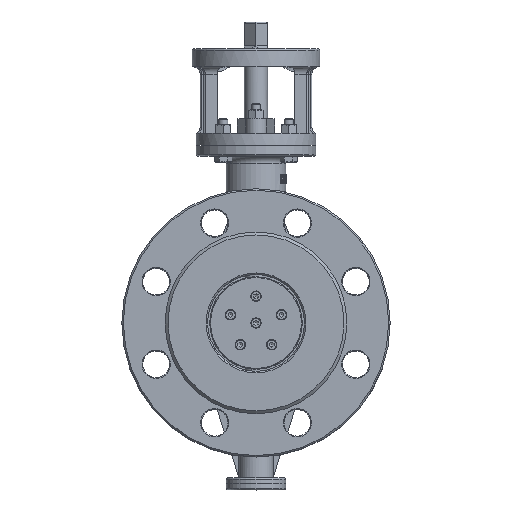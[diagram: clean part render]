
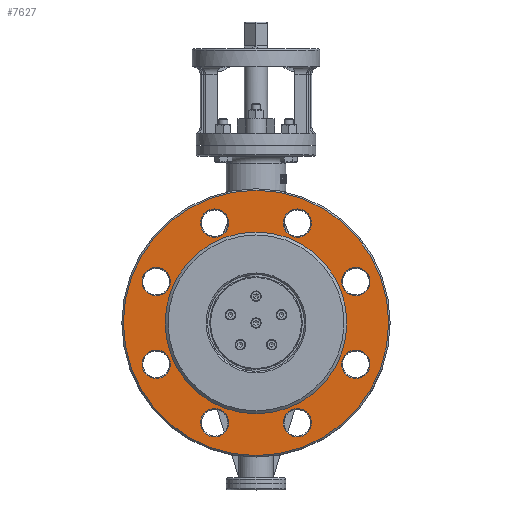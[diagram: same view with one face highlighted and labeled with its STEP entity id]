
A CAD part, top view. The second image highlights one B-rep face of the part: STEP entity #7627.
In plain terms, the highlighted planar face has unit normal (0, 0, 1).
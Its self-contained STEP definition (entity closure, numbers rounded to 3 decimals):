
#274=FACE_BOUND('',#1275,.T.);
#275=FACE_BOUND('',#1276,.T.);
#276=FACE_BOUND('',#1277,.T.);
#277=FACE_BOUND('',#1278,.T.);
#278=FACE_BOUND('',#1279,.T.);
#279=FACE_BOUND('',#1280,.T.);
#280=FACE_BOUND('',#1281,.T.);
#281=FACE_BOUND('',#1282,.T.);
#282=FACE_BOUND('',#1283,.T.);
#437=PLANE('',#8353);
#793=FACE_OUTER_BOUND('',#1274,.T.);
#1274=EDGE_LOOP('',(#5996));
#1275=EDGE_LOOP('',(#5997));
#1276=EDGE_LOOP('',(#5998));
#1277=EDGE_LOOP('',(#5999));
#1278=EDGE_LOOP('',(#6000));
#1279=EDGE_LOOP('',(#6001));
#1280=EDGE_LOOP('',(#6002));
#1281=EDGE_LOOP('',(#6003));
#1282=EDGE_LOOP('',(#6004));
#1283=EDGE_LOOP('',(#6005));
#1731=CIRCLE('',#8351,61.);
#1733=CIRCLE('',#8354,89.);
#1734=CIRCLE('',#8355,9.5);
#1735=CIRCLE('',#8356,9.5);
#1736=CIRCLE('',#8357,9.5);
#1737=CIRCLE('',#8358,9.5);
#1738=CIRCLE('',#8359,9.5);
#1739=CIRCLE('',#8360,9.5);
#1740=CIRCLE('',#8361,9.5);
#1741=CIRCLE('',#8362,9.5);
#3461=VERTEX_POINT('',#14444);
#3463=VERTEX_POINT('',#14450);
#3464=VERTEX_POINT('',#14452);
#3465=VERTEX_POINT('',#14454);
#3466=VERTEX_POINT('',#14456);
#3467=VERTEX_POINT('',#14458);
#3468=VERTEX_POINT('',#14460);
#3469=VERTEX_POINT('',#14462);
#3470=VERTEX_POINT('',#14464);
#3471=VERTEX_POINT('',#14466);
#4359=EDGE_CURVE('',#3461,#3461,#1731,.T.);
#4362=EDGE_CURVE('',#3463,#3463,#1733,.T.);
#4363=EDGE_CURVE('',#3464,#3464,#1734,.T.);
#4364=EDGE_CURVE('',#3465,#3465,#1735,.T.);
#4365=EDGE_CURVE('',#3466,#3466,#1736,.T.);
#4366=EDGE_CURVE('',#3467,#3467,#1737,.T.);
#4367=EDGE_CURVE('',#3468,#3468,#1738,.T.);
#4368=EDGE_CURVE('',#3469,#3469,#1739,.T.);
#4369=EDGE_CURVE('',#3470,#3470,#1740,.T.);
#4370=EDGE_CURVE('',#3471,#3471,#1741,.T.);
#5996=ORIENTED_EDGE('',*,*,#4362,.F.);
#5997=ORIENTED_EDGE('',*,*,#4363,.F.);
#5998=ORIENTED_EDGE('',*,*,#4364,.F.);
#5999=ORIENTED_EDGE('',*,*,#4365,.F.);
#6000=ORIENTED_EDGE('',*,*,#4366,.F.);
#6001=ORIENTED_EDGE('',*,*,#4367,.F.);
#6002=ORIENTED_EDGE('',*,*,#4368,.F.);
#6003=ORIENTED_EDGE('',*,*,#4369,.F.);
#6004=ORIENTED_EDGE('',*,*,#4370,.F.);
#6005=ORIENTED_EDGE('',*,*,#4359,.F.);
#7627=ADVANCED_FACE('',(#793,#274,#275,#276,#277,#278,#279,#280,#281,#282),
#437,.T.);
#8351=AXIS2_PLACEMENT_3D('',#14445,#9882,#9883);
#8353=AXIS2_PLACEMENT_3D('',#14449,#9887,#9888);
#8354=AXIS2_PLACEMENT_3D('',#14451,#9889,#9890);
#8355=AXIS2_PLACEMENT_3D('',#14453,#9891,#9892);
#8356=AXIS2_PLACEMENT_3D('',#14455,#9893,#9894);
#8357=AXIS2_PLACEMENT_3D('',#14457,#9895,#9896);
#8358=AXIS2_PLACEMENT_3D('',#14459,#9897,#9898);
#8359=AXIS2_PLACEMENT_3D('',#14461,#9899,#9900);
#8360=AXIS2_PLACEMENT_3D('',#14463,#9901,#9902);
#8361=AXIS2_PLACEMENT_3D('',#14465,#9903,#9904);
#8362=AXIS2_PLACEMENT_3D('',#14467,#9905,#9906);
#9882=DIRECTION('center_axis',(0.,0.,1.));
#9883=DIRECTION('ref_axis',(-1.,0.,0.));
#9887=DIRECTION('center_axis',(0.,0.,1.));
#9888=DIRECTION('ref_axis',(1.,0.,0.));
#9889=DIRECTION('center_axis',(0.,0.,-1.));
#9890=DIRECTION('ref_axis',(-1.,0.,0.));
#9891=DIRECTION('center_axis',(0.,0.,1.));
#9892=DIRECTION('ref_axis',(-1.,0.,0.));
#9893=DIRECTION('center_axis',(0.,0.,1.));
#9894=DIRECTION('ref_axis',(-1.,0.,0.));
#9895=DIRECTION('center_axis',(0.,0.,1.));
#9896=DIRECTION('ref_axis',(-1.,0.,0.));
#9897=DIRECTION('center_axis',(0.,0.,1.));
#9898=DIRECTION('ref_axis',(-1.,0.,0.));
#9899=DIRECTION('center_axis',(0.,0.,1.));
#9900=DIRECTION('ref_axis',(-1.,0.,0.));
#9901=DIRECTION('center_axis',(0.,0.,1.));
#9902=DIRECTION('ref_axis',(-1.,0.,0.));
#9903=DIRECTION('center_axis',(0.,0.,1.));
#9904=DIRECTION('ref_axis',(-1.,0.,0.));
#9905=DIRECTION('center_axis',(0.,0.,1.));
#9906=DIRECTION('ref_axis',(-1.,0.,0.));
#14444=CARTESIAN_POINT('',(61.,0.,10.));
#14445=CARTESIAN_POINT('Origin',(0.,0.,10.));
#14449=CARTESIAN_POINT('Origin',(0.,0.,10.));
#14450=CARTESIAN_POINT('',(89.,0.,10.));
#14451=CARTESIAN_POINT('Origin',(0.,0.,10.));
#14452=CARTESIAN_POINT('',(-18.245,-66.981,10.));
#14453=CARTESIAN_POINT('Origin',(-27.745,-66.981,10.));
#14454=CARTESIAN_POINT('',(76.481,-27.745,10.));
#14455=CARTESIAN_POINT('Origin',(66.981,-27.745,10.));
#14456=CARTESIAN_POINT('',(-18.245,66.981,10.));
#14457=CARTESIAN_POINT('Origin',(-27.745,66.981,10.));
#14458=CARTESIAN_POINT('',(76.481,27.745,10.));
#14459=CARTESIAN_POINT('Origin',(66.981,27.745,10.));
#14460=CARTESIAN_POINT('',(37.245,66.981,10.));
#14461=CARTESIAN_POINT('Origin',(27.745,66.981,10.));
#14462=CARTESIAN_POINT('',(-57.481,27.745,10.));
#14463=CARTESIAN_POINT('Origin',(-66.981,27.745,10.));
#14464=CARTESIAN_POINT('',(37.245,-66.981,10.));
#14465=CARTESIAN_POINT('Origin',(27.745,-66.981,10.));
#14466=CARTESIAN_POINT('',(-57.481,-27.745,10.));
#14467=CARTESIAN_POINT('Origin',(-66.981,-27.745,10.));
